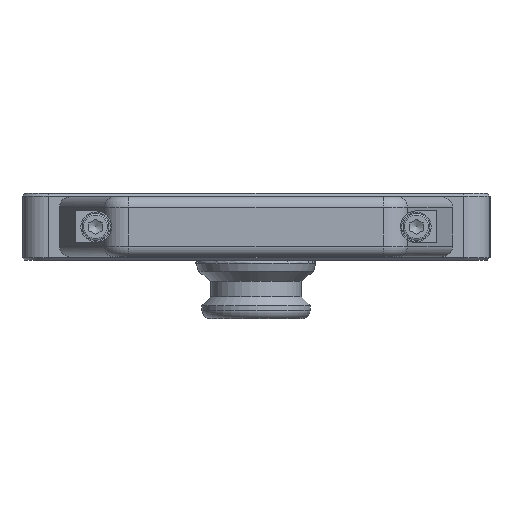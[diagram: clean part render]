
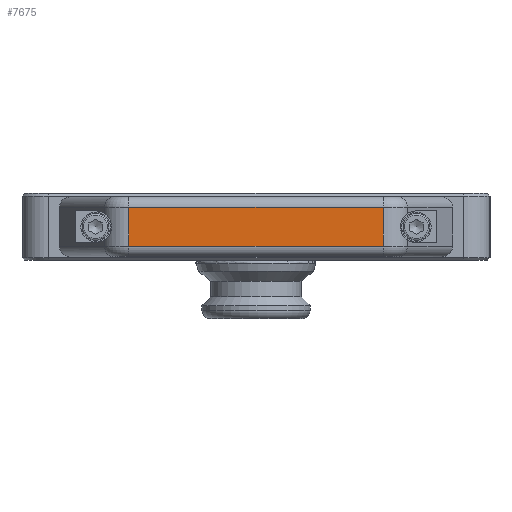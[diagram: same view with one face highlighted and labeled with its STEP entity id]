
A CAD part, front view. The second image highlights one B-rep face of the part: STEP entity #7675.
In plain terms, the highlighted planar face has unit normal (0, -1, 0).
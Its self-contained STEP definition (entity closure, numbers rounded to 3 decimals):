
#246=LINE('',#12571,#524);
#273=LINE('',#12672,#551);
#284=LINE('',#12727,#562);
#285=LINE('',#12733,#563);
#524=VECTOR('',#10056,10.);
#551=VECTOR('',#10163,10.);
#562=VECTOR('',#10234,10.);
#563=VECTOR('',#10245,10.);
#959=PLANE('',#8502);
#1671=FACE_OUTER_BOUND('',#2319,.T.);
#2319=EDGE_LOOP('',(#5935,#5936,#5937,#5938));
#3818=VERTEX_POINT('',#12568);
#3819=VERTEX_POINT('',#12570);
#3853=VERTEX_POINT('',#12669);
#3867=VERTEX_POINT('',#12722);
#4611=EDGE_CURVE('',#3818,#3819,#246,.T.);
#4660=EDGE_CURVE('',#3819,#3853,#273,.T.);
#4689=EDGE_CURVE('',#3867,#3818,#284,.T.);
#4692=EDGE_CURVE('',#3853,#3867,#285,.T.);
#5935=ORIENTED_EDGE('',*,*,#4660,.F.);
#5936=ORIENTED_EDGE('',*,*,#4611,.F.);
#5937=ORIENTED_EDGE('',*,*,#4689,.F.);
#5938=ORIENTED_EDGE('',*,*,#4692,.F.);
#7675=ADVANCED_FACE('',(#1671),#959,.T.);
#8502=AXIS2_PLACEMENT_3D('',#12732,#10243,#10244);
#10056=DIRECTION('',(0.,0.,-1.));
#10163=DIRECTION('',(-1.,0.,0.));
#10234=DIRECTION('',(1.,0.,0.));
#10243=DIRECTION('center_axis',(0.,-1.,0.));
#10244=DIRECTION('ref_axis',(-1.,0.,0.));
#10245=DIRECTION('',(0.,0.,1.));
#12568=CARTESIAN_POINT('',(47.586,-242.5,19.75));
#12570=CARTESIAN_POINT('',(47.586,-242.5,5.25));
#12571=CARTESIAN_POINT('',(47.586,-242.5,12.5));
#12669=CARTESIAN_POINT('',(-47.586,-242.5,5.25));
#12672=CARTESIAN_POINT('',(27.,-242.5,5.25));
#12722=CARTESIAN_POINT('',(-47.586,-242.5,19.75));
#12727=CARTESIAN_POINT('',(27.,-242.5,19.75));
#12732=CARTESIAN_POINT('Origin',(54.,-242.5,12.5));
#12733=CARTESIAN_POINT('',(-47.586,-242.5,12.5));
